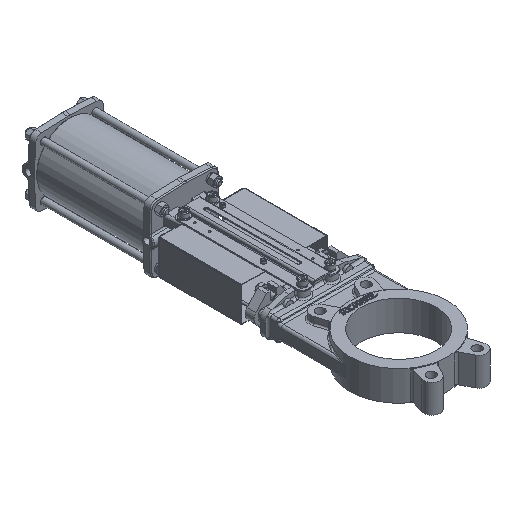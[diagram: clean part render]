
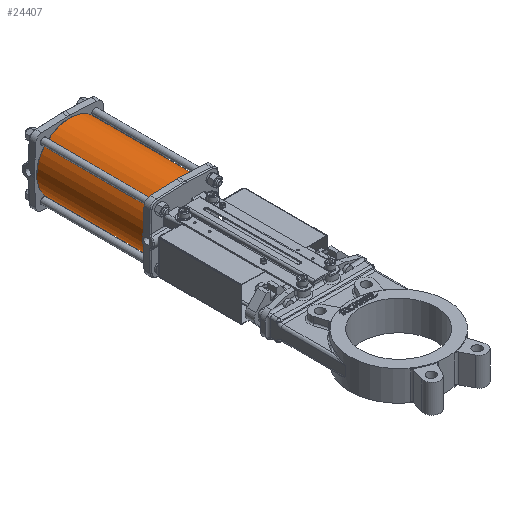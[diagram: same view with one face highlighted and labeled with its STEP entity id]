
A CAD part, isometric view. The second image highlights one B-rep face of the part: STEP entity #24407.
In plain terms, the highlighted cylindrical face has radius 66 mm (diameter 132 mm), a full revolution.
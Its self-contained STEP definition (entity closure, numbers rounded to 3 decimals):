
#996=FACE_BOUND('',#7973,.T.);
#6196=FACE_OUTER_BOUND('',#7972,.T.);
#7972=EDGE_LOOP('',(#18766));
#7973=EDGE_LOOP('',(#18767));
#9857=CIRCLE('',#26588,66.);
#9858=CIRCLE('',#26589,66.);
#11682=VERTEX_POINT('',#42219);
#11683=VERTEX_POINT('',#42221);
#14328=EDGE_CURVE('',#11682,#11682,#9857,.T.);
#14329=EDGE_CURVE('',#11683,#11683,#9858,.T.);
#18766=ORIENTED_EDGE('',*,*,#14328,.T.);
#18767=ORIENTED_EDGE('',*,*,#14329,.T.);
#23605=CYLINDRICAL_SURFACE('',#26587,66.);
#24407=ADVANCED_FACE('',(#6196,#996),#23605,.T.);
#26587=AXIS2_PLACEMENT_3D('',#42218,#31042,#31043);
#26588=AXIS2_PLACEMENT_3D('',#42220,#31044,#31045);
#26589=AXIS2_PLACEMENT_3D('',#42222,#31046,#31047);
#31042=DIRECTION('center_axis',(0.,1.,0.));
#31043=DIRECTION('ref_axis',(-1.,0.,0.));
#31044=DIRECTION('center_axis',(0.,1.,0.));
#31045=DIRECTION('ref_axis',(-1.,0.,0.));
#31046=DIRECTION('center_axis',(0.,-1.,0.));
#31047=DIRECTION('ref_axis',(-1.,0.,0.));
#42218=CARTESIAN_POINT('Origin',(0.,704.697,
0.));
#42219=CARTESIAN_POINT('',(-66.,476.52,0.));
#42220=CARTESIAN_POINT('Origin',(0.,476.52,
0.));
#42221=CARTESIAN_POINT('',(-66.,692.52,0.));
#42222=CARTESIAN_POINT('Origin',(0.,692.52,
0.));
